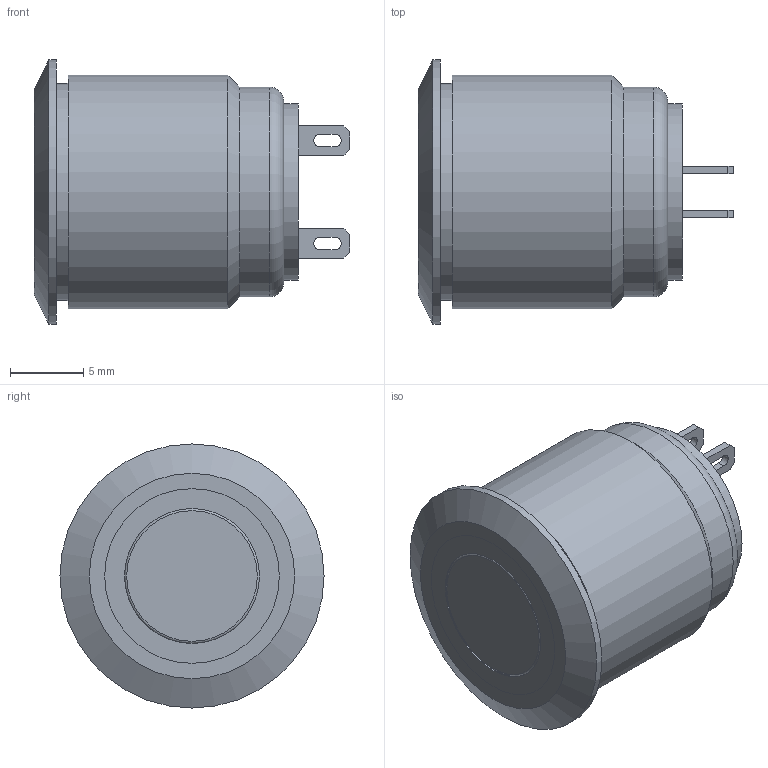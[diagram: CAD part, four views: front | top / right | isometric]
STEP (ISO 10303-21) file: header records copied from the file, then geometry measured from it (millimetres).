
FILE_DESCRIPTION(/* description */ (''),/* implementation_level */ '2;1');
FILE_NAME(/* name */ 'PV6F2PXxx-3R1.stp',/* time_stamp */ '2025-05-28T16:11:04-05:00',/* author */ ('mroman'),/* organization */ (''),/* preprocessor_version */ 'ST-DEVELOPER v18.1',/* originating_system */ 'Autodesk Inventor 2022',/* authorisation */ '');
FILE_SCHEMA (('AUTOMOTIVE_DESIGN { 1 0 10303 214 3 1 1 }'));
Length unit declared in the file: centimetre
Products named in the file (1): PV6F2PXxx-3R1
Bounding box: 21.5 x 18 x 18 mm (x, y, z)
Volume: 2731.2 mm3; surface area: 2477.7 mm2
Topology: 1 solids, 3 shells, 165 faces, 402 edges, 267 vertices
Faces by surface type: plane 102, bspline 35, cylinder 22, cone 3, torus 3
Full cylindrical faces by diameter (mm): 5.2 x1, 7.2 x1, 7.3 x1, 8.1 x1, 8.4 x1, 9.2 x3, 11.9 x1, 12 x1, 14.3 x1, 14.8 x1, 15.9 x1, 18 x1
Entity records: 5254 total; most frequent: CARTESIAN_POINT 1480, ORIENTED_EDGE 804, DIRECTION 650, EDGE_CURVE 402, LINE 276, VECTOR 276, VERTEX_POINT 267, EDGE_LOOP 199
